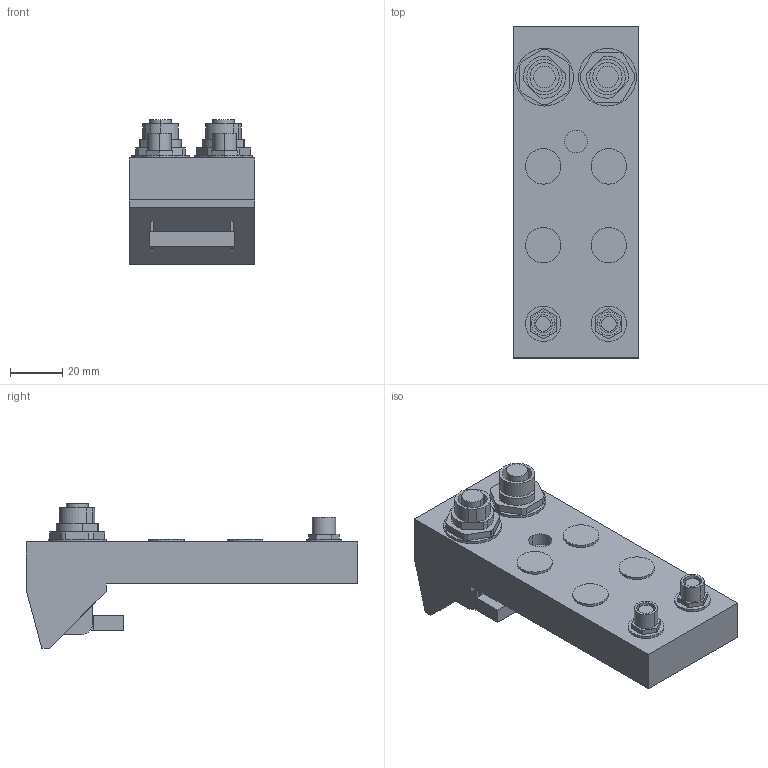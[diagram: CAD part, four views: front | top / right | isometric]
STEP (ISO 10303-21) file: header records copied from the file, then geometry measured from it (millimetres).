
FILE_DESCRIPTION(('STEP AP242'),'1');
FILE_NAME('vw3m9109.stp','2021-09-28T05:37:50',('TraceParts'),('TraceParts S.A.'),'Spatial InterOp 3D',' ',' ');
FILE_SCHEMA(('AP242_MANAGED_MODEL_BASED_3D_ENGINEERING_MIM_LF {1 0 10303 442 1 1 4}'));
Length unit declared in the file: millimetre
Products named in the file (1): vw3m9109_1
Bounding box: 48 x 126.5 x 55.05 mm (x, y, z)
Volume: 128485.7 mm3; surface area: 26794.8 mm2
Topology: 5 solids, 5 shells, 160 faces, 378 edges, 252 vertices
Faces by surface type: plane 88, cylinder 72
Entity records: 4719 total; most frequent: DIRECTION 852, CARTESIAN_POINT 795, ORIENTED_EDGE 756, EDGE_CURVE 378, AXIS2_PLACEMENT_3D 309, VERTEX_POINT 252, LINE 234, VECTOR 234
